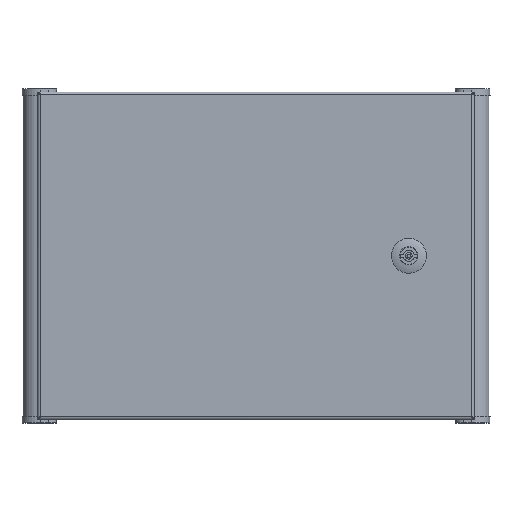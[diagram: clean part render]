
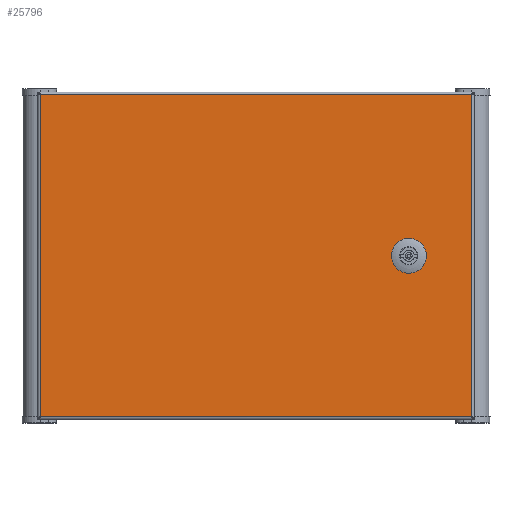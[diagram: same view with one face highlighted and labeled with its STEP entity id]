
A CAD part, top view. The second image highlights one B-rep face of the part: STEP entity #25796.
In plain terms, the highlighted face is planar.
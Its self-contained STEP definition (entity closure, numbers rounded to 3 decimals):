
#1242 = ORIENTED_EDGE ( 'NONE', *, *, #40213, .T. ) ;
#1262 = ORIENTED_EDGE ( 'NONE', *, *, #5921, .T. ) ;
#1362 = DIRECTION ( 'NONE',  ( -1., 0., 0. ) ) ;
#1409 = VECTOR ( 'NONE', #8946, 1000. ) ;
#2364 = VECTOR ( 'NONE', #16177, 1000. ) ;
#3258 = CARTESIAN_POINT ( 'NONE',  ( 150.05, -5.056, 0. ) ) ;
#3320 = ORIENTED_EDGE ( 'NONE', *, *, #41226, .T. ) ;
#3363 = DIRECTION ( 'NONE',  ( 0., -1., 0. ) ) ;
#3537 = EDGE_LOOP ( 'NONE', ( #3320, #1262, #1242, #14826 ) ) ;
#3955 = CARTESIAN_POINT ( 'NONE',  ( -197.5, 147.5, 0. ) ) ;
#4199 = CIRCLE ( 'NONE', #24908, 11.25 ) ;
#4776 = CARTESIAN_POINT ( 'NONE',  ( 198.743, -147.5, 0. ) ) ;
#5476 = AXIS2_PLACEMENT_3D ( 'NONE', #29949, #27038, #1362 ) ;
#5871 = CARTESIAN_POINT ( 'NONE',  ( 150.05, 5.056, 0. ) ) ;
#5921 = EDGE_CURVE ( 'NONE', #37970, #24319, #21736, .T. ) ;
#5922 = VERTEX_POINT ( 'NONE', #40430 ) ;
#6058 = DIRECTION ( 'NONE',  ( 0., 0., -1. ) ) ;
#6275 = VERTEX_POINT ( 'NONE', #31885 ) ;
#6312 = VERTEX_POINT ( 'NONE', #3258 ) ;
#6681 = ORIENTED_EDGE ( 'NONE', *, *, #18777, .F. ) ;
#7177 = DIRECTION ( 'NONE',  ( 1., 0., 0. ) ) ;
#7226 = AXIS2_PLACEMENT_3D ( 'NONE', #22198, #9791, #12835 ) ;
#8651 = CARTESIAN_POINT ( 'NONE',  ( -197.5, -147.5, 0. ) ) ;
#8946 = DIRECTION ( 'NONE',  ( 0., -1., 0. ) ) ;
#9313 = ORIENTED_EDGE ( 'NONE', *, *, #12495, .F. ) ;
#9791 = DIRECTION ( 'NONE',  ( 0., 0., -1. ) ) ;
#9803 = CARTESIAN_POINT ( 'NONE',  ( 145.056, -10.05, 0. ) ) ;
#10245 = CARTESIAN_POINT ( 'NONE',  ( 145.056, 10.05, 0. ) ) ;
#10571 = ORIENTED_EDGE ( 'NONE', *, *, #37643, .F. ) ;
#10752 = CARTESIAN_POINT ( 'NONE',  ( 197.5, -147.5, 0. ) ) ;
#10759 = AXIS2_PLACEMENT_3D ( 'NONE', #19026, #6058, #34524 ) ;
#11164 = CIRCLE ( 'NONE', #5476, 11.25 ) ;
#11650 = EDGE_CURVE ( 'NONE', #27054, #6312, #23210, .T. ) ;
#12495 = EDGE_CURVE ( 'NONE', #6312, #5922, #11164, .T. ) ;
#12835 = DIRECTION ( 'NONE',  ( -1., 0., 0. ) ) ;
#12849 = DIRECTION ( 'NONE',  ( -1., 0., 0. ) ) ;
#13437 = DIRECTION ( 'NONE',  ( 1., 0., 0. ) ) ;
#13446 = PLANE ( 'NONE',  #20122 ) ;
#13498 = ORIENTED_EDGE ( 'NONE', *, *, #14324, .F. ) ;
#13553 = CARTESIAN_POINT ( 'NONE',  ( 134.944, -10.05, 0. ) ) ;
#13713 = DIRECTION ( 'NONE',  ( 0., 0., 1. ) ) ;
#14324 = EDGE_CURVE ( 'NONE', #5922, #41188, #36060, .T. ) ;
#14812 = ORIENTED_EDGE ( 'NONE', *, *, #17687, .F. ) ;
#14826 = ORIENTED_EDGE ( 'NONE', *, *, #40047, .T. ) ;
#16118 = FACE_BOUND ( 'NONE', #39346, .T. ) ;
#16177 = DIRECTION ( 'NONE',  ( 1., 0., 0. ) ) ;
#16702 = VERTEX_POINT ( 'NONE', #10752 ) ;
#16822 = LINE ( 'NONE', #10245, #39338 ) ;
#17326 = DIRECTION ( 'NONE',  ( 0., 0., -1. ) ) ;
#17687 = EDGE_CURVE ( 'NONE', #30447, #29775, #27336, .T. ) ;
#18539 = VECTOR ( 'NONE', #12849, 1000. ) ;
#18777 = EDGE_CURVE ( 'NONE', #29775, #6275, #39484, .T. ) ;
#19026 = CARTESIAN_POINT ( 'NONE',  ( 140., 0., 0. ) ) ;
#19077 = CARTESIAN_POINT ( 'NONE',  ( 197.5, 147.5, 0. ) ) ;
#19205 = VECTOR ( 'NONE', #3363, 1000. ) ;
#19924 = ORIENTED_EDGE ( 'NONE', *, *, #11650, .F. ) ;
#20122 = AXIS2_PLACEMENT_3D ( 'NONE', #23083, #13713, #7177 ) ;
#20324 = VECTOR ( 'NONE', #27684, 1000. ) ;
#20543 = DIRECTION ( 'NONE',  ( -1., 0., 0. ) ) ;
#20623 = CARTESIAN_POINT ( 'NONE',  ( 150.05, 5.056, 0. ) ) ;
#20840 = CARTESIAN_POINT ( 'NONE',  ( 129.95, 5.056, 0. ) ) ;
#21736 = LINE ( 'NONE', #32170, #36754 ) ;
#22055 = CARTESIAN_POINT ( 'NONE',  ( 197.5, 148.743, 0. ) ) ;
#22198 = CARTESIAN_POINT ( 'NONE',  ( 140., 0., 0. ) ) ;
#22449 = VERTEX_POINT ( 'NONE', #19077 ) ;
#22751 = LINE ( 'NONE', #4776, #28251 ) ;
#23083 = CARTESIAN_POINT ( 'NONE',  ( -200., 150., 0. ) ) ;
#23210 = LINE ( 'NONE', #5871, #19205 ) ;
#24319 = VERTEX_POINT ( 'NONE', #3955 ) ;
#24384 = LINE ( 'NONE', #31831, #2364 ) ;
#24872 = DIRECTION ( 'NONE',  ( -1., 0., 0. ) ) ;
#24908 = AXIS2_PLACEMENT_3D ( 'NONE', #36494, #17326, #20543 ) ;
#25650 = FACE_OUTER_BOUND ( 'NONE', #3537, .T. ) ;
#25796 = ADVANCED_FACE ( 'NONE', ( #16118, #25650 ), #13446, .F. ) ;
#26866 = ORIENTED_EDGE ( 'NONE', *, *, #31897, .F. ) ;
#27038 = DIRECTION ( 'NONE',  ( 0., 0., -1. ) ) ;
#27054 = VERTEX_POINT ( 'NONE', #20623 ) ;
#27336 = LINE ( 'NONE', #20840, #20324 ) ;
#27684 = DIRECTION ( 'NONE',  ( 0., 1., 0. ) ) ;
#28251 = VECTOR ( 'NONE', #24872, 1000. ) ;
#28541 = DIRECTION ( 'NONE',  ( 0., 1., 0. ) ) ;
#29775 = VERTEX_POINT ( 'NONE', #37911 ) ;
#29949 = CARTESIAN_POINT ( 'NONE',  ( 140., 0., 0. ) ) ;
#30447 = VERTEX_POINT ( 'NONE', #34905 ) ;
#31831 = CARTESIAN_POINT ( 'NONE',  ( -198.743, 147.5, 0. ) ) ;
#31885 = CARTESIAN_POINT ( 'NONE',  ( 134.944, 10.05, 0. ) ) ;
#31897 = EDGE_CURVE ( 'NONE', #6275, #35909, #16822, .T. ) ;
#32007 = CARTESIAN_POINT ( 'NONE',  ( 145.056, 10.05, 0. ) ) ;
#32170 = CARTESIAN_POINT ( 'NONE',  ( -197.5, -148.743, 0. ) ) ;
#33818 = ORIENTED_EDGE ( 'NONE', *, *, #34820, .F. ) ;
#34340 = LINE ( 'NONE', #22055, #1409 ) ;
#34524 = DIRECTION ( 'NONE',  ( -1., 0., 0. ) ) ;
#34820 = EDGE_CURVE ( 'NONE', #41188, #30447, #4199, .T. ) ;
#34905 = CARTESIAN_POINT ( 'NONE',  ( 129.95, -5.056, 0. ) ) ;
#35909 = VERTEX_POINT ( 'NONE', #32007 ) ;
#36060 = LINE ( 'NONE', #9803, #18539 ) ;
#36494 = CARTESIAN_POINT ( 'NONE',  ( 140., 0., 0. ) ) ;
#36754 = VECTOR ( 'NONE', #28541, 1000. ) ;
#37643 = EDGE_CURVE ( 'NONE', #35909, #27054, #39969, .T. ) ;
#37911 = CARTESIAN_POINT ( 'NONE',  ( 129.95, 5.056, 0. ) ) ;
#37970 = VERTEX_POINT ( 'NONE', #8651 ) ;
#39338 = VECTOR ( 'NONE', #13437, 1000. ) ;
#39346 = EDGE_LOOP ( 'NONE', ( #13498, #9313, #19924, #10571, #26866, #6681, #14812, #33818 ) ) ;
#39484 = CIRCLE ( 'NONE', #7226, 11.25 ) ;
#39969 = CIRCLE ( 'NONE', #10759, 11.25 ) ;
#40047 = EDGE_CURVE ( 'NONE', #22449, #16702, #34340, .T. ) ;
#40213 = EDGE_CURVE ( 'NONE', #24319, #22449, #24384, .T. ) ;
#40430 = CARTESIAN_POINT ( 'NONE',  ( 145.056, -10.05, 0. ) ) ;
#41188 = VERTEX_POINT ( 'NONE', #13553 ) ;
#41226 = EDGE_CURVE ( 'NONE', #16702, #37970, #22751, .T. ) ;
